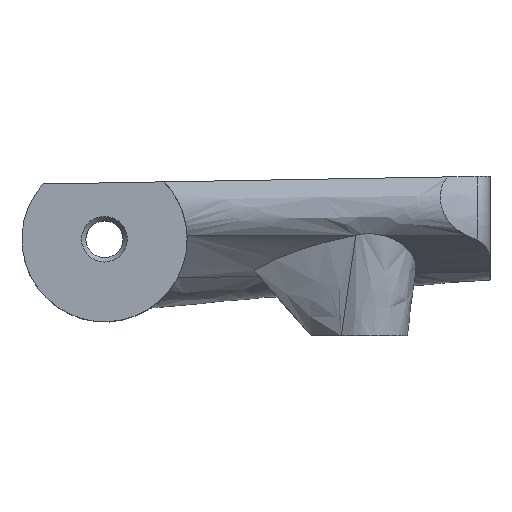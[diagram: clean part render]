
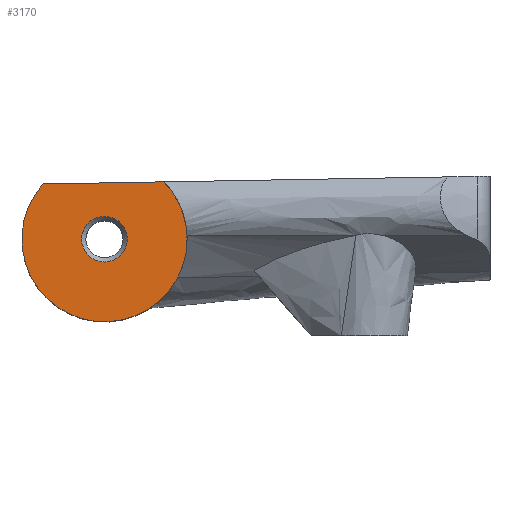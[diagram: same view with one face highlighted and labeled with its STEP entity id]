
A CAD part, top view. The second image highlights one B-rep face of the part: STEP entity #3170.
In plain terms, the highlighted planar face has unit normal (0, 0, 1).
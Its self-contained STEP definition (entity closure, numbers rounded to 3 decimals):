
#89 = CYLINDRICAL_SURFACE('',#90,6.);
#90 = AXIS2_PLACEMENT_3D('',#91,#92,#93);
#91 = CARTESIAN_POINT('',(12.,33.,268.05));
#92 = DIRECTION('',(0.,0.,-1.));
#93 = DIRECTION('',(1.,0.,0.));
#326 = PLANE('',#327);
#327 = AXIS2_PLACEMENT_3D('',#328,#329,#330);
#328 = CARTESIAN_POINT('',(7.,37.,0.));
#329 = DIRECTION('',(-0.018,1.,0.));
#330 = DIRECTION('',(1.,0.018,0.));
#839 = VERTEX_POINT('',#840);
#840 = CARTESIAN_POINT('',(7.536,37.009,282.95));
#862 = EDGE_CURVE('',#839,#863,#865,.T.);
#863 = VERTEX_POINT('',#864);
#864 = CARTESIAN_POINT('',(16.32,37.164,282.95));
#865 = SURFACE_CURVE('',#866,(#870,#876),.PCURVE_S1.);
#866 = LINE('',#867,#868);
#867 = CARTESIAN_POINT('',(9.464,37.043,282.95));
#868 = VECTOR('',#869,1.);
#869 = DIRECTION('',(1.,0.018,
    0.));
#870 = PCURVE('',#326,#871);
#871 = DEFINITIONAL_REPRESENTATION('',(#872),#875);
#872 = B_SPLINE_CURVE_WITH_KNOTS('',1,(#873,#874),.UNSPECIFIED.,.F.,.F.,
  (2,2),(-2.465,8.537),.PIECEWISE_BEZIER_KNOTS.);
#873 = CARTESIAN_POINT('',(0.,-282.95));
#874 = CARTESIAN_POINT('',(11.002,-282.95));
#875 = ( GEOMETRIC_REPRESENTATION_CONTEXT(2) 
PARAMETRIC_REPRESENTATION_CONTEXT() REPRESENTATION_CONTEXT('2D SPACE',''
  ) );
#876 = PCURVE('',#877,#882);
#877 = PLANE('',#878);
#878 = AXIS2_PLACEMENT_3D('',#879,#880,#881);
#879 = CARTESIAN_POINT('',(12.,33.,282.95));
#880 = DIRECTION('',(0.,0.,-1.));
#881 = DIRECTION('',(0.,1.,0.));
#882 = DEFINITIONAL_REPRESENTATION('',(#883),#886);
#883 = B_SPLINE_CURVE_WITH_KNOTS('',1,(#884,#885),.UNSPECIFIED.,.F.,.F.,
  (2,2),(-2.465,8.537),.PIECEWISE_BEZIER_KNOTS.);
#884 = CARTESIAN_POINT('',(4.,-5.));
#885 = CARTESIAN_POINT('',(4.193,6.));
#886 = ( GEOMETRIC_REPRESENTATION_CONTEXT(2) 
PARAMETRIC_REPRESENTATION_CONTEXT() REPRESENTATION_CONTEXT('2D SPACE',''
  ) );
#1744 = EDGE_CURVE('',#839,#1745,#1747,.T.);
#1745 = VERTEX_POINT('',#1746);
#1746 = CARTESIAN_POINT('',(18.,33.,282.95));
#1747 = SURFACE_CURVE('',#1748,(#1753,#1760),.PCURVE_S1.);
#1748 = CIRCLE('',#1749,6.);
#1749 = AXIS2_PLACEMENT_3D('',#1750,#1751,#1752);
#1750 = CARTESIAN_POINT('',(12.,33.,282.95));
#1751 = DIRECTION('',(-0.,0.,1.));
#1752 = DIRECTION('',(1.,0.,0.));
#1753 = PCURVE('',#89,#1754);
#1754 = DEFINITIONAL_REPRESENTATION('',(#1755),#1759);
#1755 = LINE('',#1756,#1757);
#1756 = CARTESIAN_POINT('',(-0.,-14.9));
#1757 = VECTOR('',#1758,1.);
#1758 = DIRECTION('',(-1.,0.));
#1759 = ( GEOMETRIC_REPRESENTATION_CONTEXT(2) 
PARAMETRIC_REPRESENTATION_CONTEXT() REPRESENTATION_CONTEXT('2D SPACE',''
  ) );
#1760 = PCURVE('',#877,#1761);
#1761 = DEFINITIONAL_REPRESENTATION('',(#1762),#1770);
#1762 = ( BOUNDED_CURVE() B_SPLINE_CURVE(2,(#1763,#1764,#1765,#1766,
#1767,#1768,#1769),.UNSPECIFIED.,.T.,.F.) B_SPLINE_CURVE_WITH_KNOTS((1,2
    ,2,2,2,1),(-2.094,0.,2.094,4.189,
6.283,8.378),.UNSPECIFIED.) CURVE() 
GEOMETRIC_REPRESENTATION_ITEM() RATIONAL_B_SPLINE_CURVE((1.,0.5,1.,0.5,
1.,0.5,1.)) REPRESENTATION_ITEM('') );
#1763 = CARTESIAN_POINT('',(0.,6.));
#1764 = CARTESIAN_POINT('',(10.392,6.));
#1765 = CARTESIAN_POINT('',(5.196,-3.));
#1766 = CARTESIAN_POINT('',(0.,-12.));
#1767 = CARTESIAN_POINT('',(-5.196,-3.));
#1768 = CARTESIAN_POINT('',(-10.392,6.));
#1769 = CARTESIAN_POINT('',(0.,6.));
#1770 = ( GEOMETRIC_REPRESENTATION_CONTEXT(2) 
PARAMETRIC_REPRESENTATION_CONTEXT() REPRESENTATION_CONTEXT('2D SPACE',''
  ) );
#1772 = EDGE_CURVE('',#1745,#863,#1773,.T.);
#1773 = SURFACE_CURVE('',#1774,(#1779,#1786),.PCURVE_S1.);
#1774 = CIRCLE('',#1775,6.);
#1775 = AXIS2_PLACEMENT_3D('',#1776,#1777,#1778);
#1776 = CARTESIAN_POINT('',(12.,33.,282.95));
#1777 = DIRECTION('',(-0.,0.,1.));
#1778 = DIRECTION('',(1.,0.,0.));
#1779 = PCURVE('',#89,#1780);
#1780 = DEFINITIONAL_REPRESENTATION('',(#1781),#1785);
#1781 = LINE('',#1782,#1783);
#1782 = CARTESIAN_POINT('',(-6.283,-14.9));
#1783 = VECTOR('',#1784,1.);
#1784 = DIRECTION('',(-1.,0.));
#1785 = ( GEOMETRIC_REPRESENTATION_CONTEXT(2) 
PARAMETRIC_REPRESENTATION_CONTEXT() REPRESENTATION_CONTEXT('2D SPACE',''
  ) );
#1786 = PCURVE('',#877,#1787);
#1787 = DEFINITIONAL_REPRESENTATION('',(#1788),#1796);
#1788 = ( BOUNDED_CURVE() B_SPLINE_CURVE(2,(#1789,#1790,#1791,#1792,
#1793,#1794,#1795),.UNSPECIFIED.,.T.,.F.) B_SPLINE_CURVE_WITH_KNOTS((1,2
    ,2,2,2,1),(-2.094,0.,2.094,4.189,
6.283,8.378),.UNSPECIFIED.) CURVE() 
GEOMETRIC_REPRESENTATION_ITEM() RATIONAL_B_SPLINE_CURVE((1.,0.5,1.,0.5,
1.,0.5,1.)) REPRESENTATION_ITEM('') );
#1789 = CARTESIAN_POINT('',(0.,6.));
#1790 = CARTESIAN_POINT('',(10.392,6.));
#1791 = CARTESIAN_POINT('',(5.196,-3.));
#1792 = CARTESIAN_POINT('',(0.,-12.));
#1793 = CARTESIAN_POINT('',(-5.196,-3.));
#1794 = CARTESIAN_POINT('',(-10.392,6.));
#1795 = CARTESIAN_POINT('',(0.,6.));
#1796 = ( GEOMETRIC_REPRESENTATION_CONTEXT(2) 
PARAMETRIC_REPRESENTATION_CONTEXT() REPRESENTATION_CONTEXT('2D SPACE',''
  ) );
#3170 = ADVANCED_FACE('',(#3171,#3176),#877,.F.);
#3171 = FACE_BOUND('',#3172,.F.);
#3172 = EDGE_LOOP('',(#3173,#3174,#3175));
#3173 = ORIENTED_EDGE('',*,*,#1772,.F.);
#3174 = ORIENTED_EDGE('',*,*,#1744,.F.);
#3175 = ORIENTED_EDGE('',*,*,#862,.T.);
#3176 = FACE_BOUND('',#3177,.F.);
#3177 = EDGE_LOOP('',(#3178));
#3178 = ORIENTED_EDGE('',*,*,#3179,.T.);
#3179 = EDGE_CURVE('',#3180,#3180,#3182,.T.);
#3180 = VERTEX_POINT('',#3181);
#3181 = CARTESIAN_POINT('',(13.658,33.,282.95));
#3182 = SURFACE_CURVE('',#3183,(#3188,#3199),.PCURVE_S1.);
#3183 = CIRCLE('',#3184,1.658);
#3184 = AXIS2_PLACEMENT_3D('',#3185,#3186,#3187);
#3185 = CARTESIAN_POINT('',(12.,33.,282.95));
#3186 = DIRECTION('',(-0.,0.,1.));
#3187 = DIRECTION('',(1.,0.,0.));
#3188 = PCURVE('',#877,#3189);
#3189 = DEFINITIONAL_REPRESENTATION('',(#3190),#3198);
#3190 = ( BOUNDED_CURVE() B_SPLINE_CURVE(2,(#3191,#3192,#3193,#3194,
#3195,#3196,#3197),.UNSPECIFIED.,.T.,.F.) B_SPLINE_CURVE_WITH_KNOTS((1,2
    ,2,2,2,1),(-2.094,0.,2.094,4.189,
6.283,8.378),.UNSPECIFIED.) CURVE() 
GEOMETRIC_REPRESENTATION_ITEM() RATIONAL_B_SPLINE_CURVE((1.,0.5,1.,0.5,
1.,0.5,1.)) REPRESENTATION_ITEM('') );
#3191 = CARTESIAN_POINT('',(0.,1.658));
#3192 = CARTESIAN_POINT('',(2.872,1.658));
#3193 = CARTESIAN_POINT('',(1.436,-0.829));
#3194 = CARTESIAN_POINT('',(0.,-3.316));
#3195 = CARTESIAN_POINT('',(-1.436,-0.829));
#3196 = CARTESIAN_POINT('',(-2.872,1.658));
#3197 = CARTESIAN_POINT('',(0.,1.658));
#3198 = ( GEOMETRIC_REPRESENTATION_CONTEXT(2) 
PARAMETRIC_REPRESENTATION_CONTEXT() REPRESENTATION_CONTEXT('2D SPACE',''
  ) );
#3199 = PCURVE('',#3200,#3205);
#3200 = CONICAL_SURFACE('',#3201,1.35,0.698);
#3201 = AXIS2_PLACEMENT_3D('',#3202,#3203,#3204);
#3202 = CARTESIAN_POINT('',(12.,33.,282.583));
#3203 = DIRECTION('',(0.,0.,1.));
#3204 = DIRECTION('',(1.,0.,0.));
#3205 = DEFINITIONAL_REPRESENTATION('',(#3206),#3210);
#3206 = LINE('',#3207,#3208);
#3207 = CARTESIAN_POINT('',(-6.283,0.367));
#3208 = VECTOR('',#3209,1.);
#3209 = DIRECTION('',(1.,-0.));
#3210 = ( GEOMETRIC_REPRESENTATION_CONTEXT(2) 
PARAMETRIC_REPRESENTATION_CONTEXT() REPRESENTATION_CONTEXT('2D SPACE',''
  ) );
